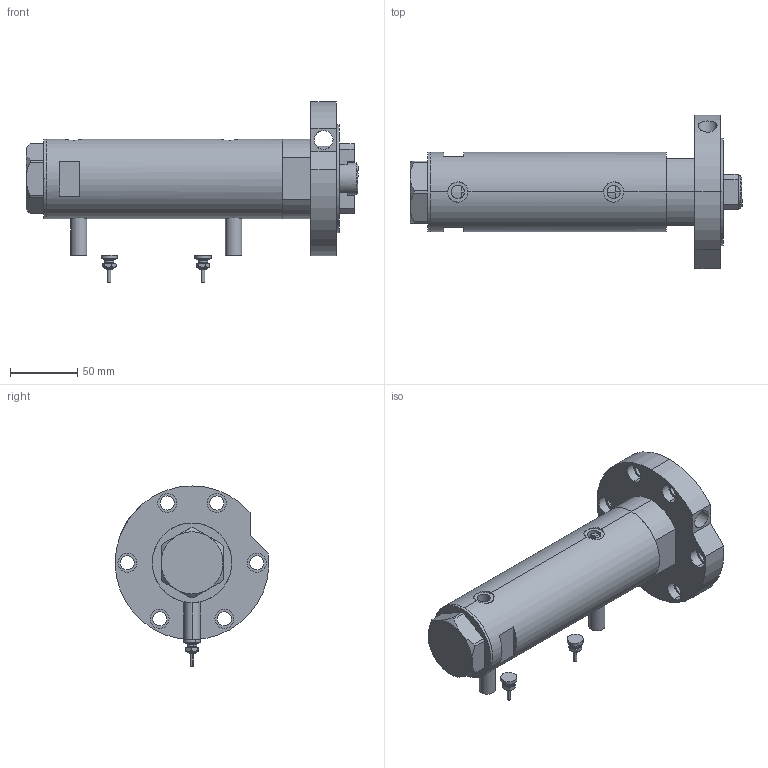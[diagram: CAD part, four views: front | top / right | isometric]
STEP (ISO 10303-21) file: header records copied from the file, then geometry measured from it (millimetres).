
FILE_DESCRIPTION (( 'STEP AP203' ), '1' );
FILE_NAME ('3c17.STEP', '2024-02-11T16:45:55', ( '' ), ( '' ), 'SwSTEP 2.0', 'SolidWorks 2019', '' );
FILE_SCHEMA (( 'CONFIG_CONTROL_DESIGN' ));
Length unit declared in the file: millimetre
Products named in the file (8): V270CG_VC 4ed79d92f0c9dd5b8980c8c3d41d205c; 3c17; V270CG_RF211D 4ed79d92f0c9dd5b8980c8c3d41d205c; Switch 4ed79d92f0c9dd5b8980c8c3d41d205c; V270CG_FRONT 4ed79d92f0c9dd5b8980c8c3d41d205c; V270CG_BACK 4ed79d92f0c9dd5b8980c8c3d41d205c; V270CG_MIDDLE 4ed79d92f0c9dd5b8980c8c3d41d205c; V270CG_RF211E 4ed79d92f0c9dd5b8980c8c3d41d205c
Assembly tree (9 placements, depth 2):
  3c17
    V270CG_MIDDLE 4ed79d92f0c9dd5b8980c8c3d41d205c
    V270CG_BACK 4ed79d92f0c9dd5b8980c8c3d41d205c
    V270CG_FRONT 4ed79d92f0c9dd5b8980c8c3d41d205c
    V270CG_VC 4ed79d92f0c9dd5b8980c8c3d41d205c
    V270CG_RF211D 4ed79d92f0c9dd5b8980c8c3d41d205c  x2
    V270CG_RF211E 4ed79d92f0c9dd5b8980c8c3d41d205c
    Switch 4ed79d92f0c9dd5b8980c8c3d41d205c  x2
Bounding box: 246.2 x 113.92 x 133.6 mm (x, y, z)
Volume: 724228.7 mm3; surface area: 154983.4 mm2
Topology: 9 solids, 9 shells, 296 faces, 665 edges, 415 vertices
Faces by surface type: cylinder 118, plane 114, cone 40, torus 24
Entity records: 8282 total; most frequent: CARTESIAN_POINT 2051, DIRECTION 1197, ORIENTED_EDGE 1042, EDGE_CURVE 521, AXIS2_PLACEMENT_3D 496, VERTEX_POINT 327, EDGE_LOOP 282, CIRCLE 254
